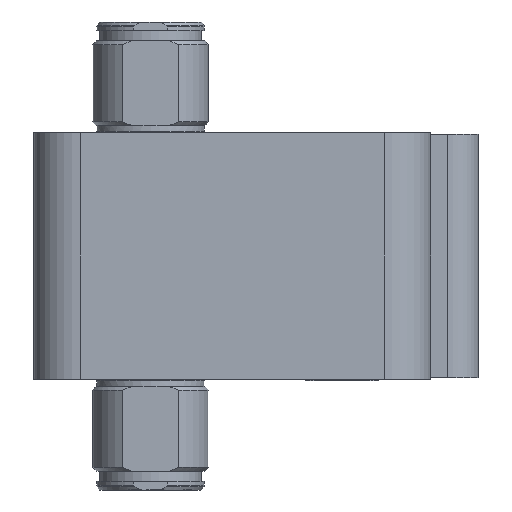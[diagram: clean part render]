
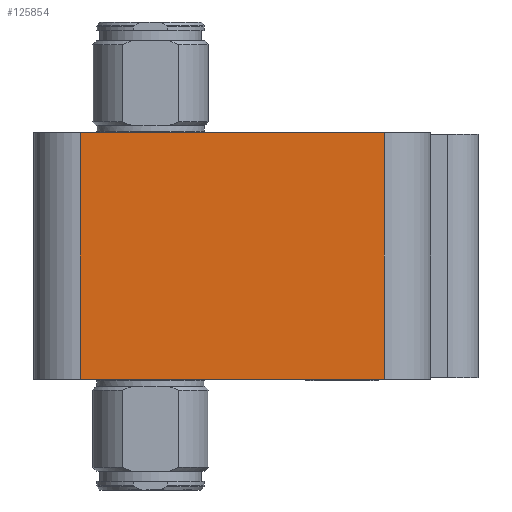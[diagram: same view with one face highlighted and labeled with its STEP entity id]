
A CAD part, front view. The second image highlights one B-rep face of the part: STEP entity #125854.
In plain terms, the highlighted planar face has unit normal (0, -1, 0).
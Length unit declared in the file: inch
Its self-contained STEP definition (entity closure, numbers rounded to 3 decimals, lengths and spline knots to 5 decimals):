
#1015 = VECTOR ( 'NONE', #111502, 39.37008 ) ;
#12453 = CARTESIAN_POINT ( 'NONE',  ( 1.03, -0.785, -0.834 ) ) ;
#18006 = EDGE_CURVE ( 'NONE', #34780, #21288, #102082, .T. ) ;
#21288 = VERTEX_POINT ( 'NONE', #12453 ) ;
#21370 = DIRECTION ( 'NONE',  ( 0., 0., -1. ) ) ;
#21480 = CARTESIAN_POINT ( 'NONE',  ( 1.03, -0.785, 0.834 ) ) ;
#24783 = EDGE_CURVE ( 'NONE', #101240, #55004, #81674, .T. ) ;
#32287 = PLANE ( 'NONE',  #46936 ) ;
#32505 = ORIENTED_EDGE ( 'NONE', *, *, #77389, .F. ) ;
#34780 = VERTEX_POINT ( 'NONE', #21480 ) ;
#35200 = EDGE_LOOP ( 'NONE', ( #39993, #96299, #32505, #131812 ) ) ;
#39628 = CARTESIAN_POINT ( 'NONE',  ( -1.03, -0.785, 0.834 ) ) ;
#39993 = ORIENTED_EDGE ( 'NONE', *, *, #80102, .T. ) ;
#46936 = AXIS2_PLACEMENT_3D ( 'NONE', #52600, #63445, #74919 ) ;
#50589 = CARTESIAN_POINT ( 'NONE',  ( 1.03, -0.785, 0.834 ) ) ;
#52600 = CARTESIAN_POINT ( 'NONE',  ( -1.03, -0.785, 0.834 ) ) ;
#52812 = LINE ( 'NONE', #114522, #63803 ) ;
#55004 = VERTEX_POINT ( 'NONE', #109616 ) ;
#63445 = DIRECTION ( 'NONE',  ( 0., 1., 0. ) ) ;
#63803 = VECTOR ( 'NONE', #64342, 39.37008 ) ;
#64342 = DIRECTION ( 'NONE',  ( 1., 0., 0. ) ) ;
#70138 = LINE ( 'NONE', #39628, #1015 ) ;
#70880 = VECTOR ( 'NONE', #91953, 39.37008 ) ;
#74919 = DIRECTION ( 'NONE',  ( 0., 0., 1. ) ) ;
#77389 = EDGE_CURVE ( 'NONE', #101240, #34780, #70138, .T. ) ;
#80102 = EDGE_CURVE ( 'NONE', #55004, #21288, #52812, .T. ) ;
#81674 = LINE ( 'NONE', #113503, #122623 ) ;
#91953 = DIRECTION ( 'NONE',  ( 0., 0., -1. ) ) ;
#96299 = ORIENTED_EDGE ( 'NONE', *, *, #18006, .F. ) ;
#101240 = VERTEX_POINT ( 'NONE', #120586 ) ;
#102082 = LINE ( 'NONE', #50589, #70880 ) ;
#105485 = FACE_OUTER_BOUND ( 'NONE', #35200, .T. ) ;
#109616 = CARTESIAN_POINT ( 'NONE',  ( -1.03, -0.785, -0.834 ) ) ;
#111502 = DIRECTION ( 'NONE',  ( 1., 0., 0. ) ) ;
#113503 = CARTESIAN_POINT ( 'NONE',  ( -1.03, -0.785, 0.834 ) ) ;
#114522 = CARTESIAN_POINT ( 'NONE',  ( -1.03, -0.785, -0.834 ) ) ;
#120586 = CARTESIAN_POINT ( 'NONE',  ( -1.03, -0.785, 0.834 ) ) ;
#122623 = VECTOR ( 'NONE', #21370, 39.37008 ) ;
#125854 = ADVANCED_FACE ( 'NONE', ( #105485 ), #32287, .F. ) ;
#131812 = ORIENTED_EDGE ( 'NONE', *, *, #24783, .T. ) ;
